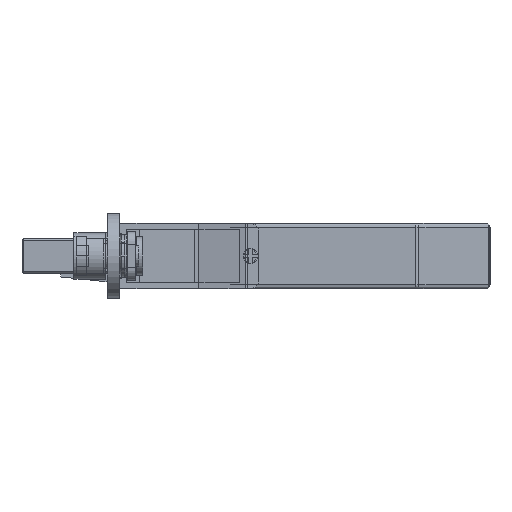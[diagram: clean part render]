
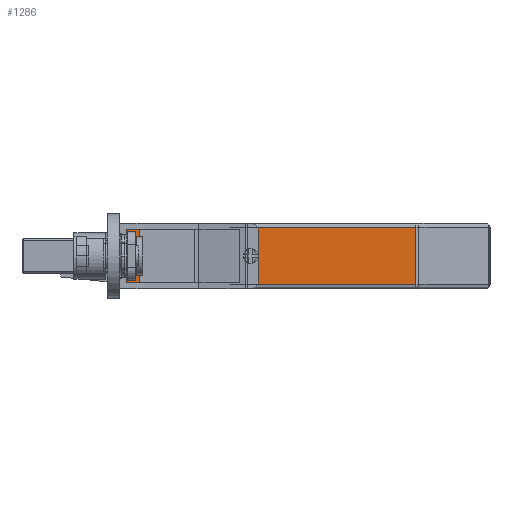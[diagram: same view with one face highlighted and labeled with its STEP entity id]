
A CAD part, front view. The second image highlights one B-rep face of the part: STEP entity #1286.
In plain terms, the highlighted face is planar.
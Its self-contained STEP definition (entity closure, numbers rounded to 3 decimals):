
#155 = EDGE_CURVE ( 'NONE', #10857, #7242, #3944, .T. ) ;
#525 = CARTESIAN_POINT ( 'NONE',  ( 44.75, 145.3, 6. ) ) ;
#692 = CARTESIAN_POINT ( 'NONE',  ( 14., 145.3, -0.75 ) ) ;
#1065 = EDGE_CURVE ( 'NONE', #11403, #6486, #13265, .T. ) ;
#1286 = ADVANCED_FACE ( 'NONE', ( #17164, #15857 ), #11640, .T. ) ;
#1310 = EDGE_CURVE ( 'NONE', #16757, #2070, #12047, .T. ) ;
#1514 = ORIENTED_EDGE ( 'NONE', *, *, #1065, .T. ) ;
#1681 = ORIENTED_EDGE ( 'NONE', *, *, #6575, .T. ) ;
#2070 = VERTEX_POINT ( 'NONE', #10034 ) ;
#2742 = DIRECTION ( 'NONE',  ( 1., 0., 0. ) ) ;
#3274 = DIRECTION ( 'NONE',  ( 0., 1., 0. ) ) ;
#3297 = CARTESIAN_POINT ( 'NONE',  ( 83.586, 145.3, -0.75 ) ) ;
#3835 = CARTESIAN_POINT ( 'NONE',  ( 83.586, 145.3, 12.75 ) ) ;
#3944 = LINE ( 'NONE', #6527, #11271 ) ;
#4098 = EDGE_CURVE ( 'NONE', #6486, #10857, #16415, .T. ) ;
#4263 = CARTESIAN_POINT ( 'NONE',  ( 14., 145.3, -0.75 ) ) ;
#4988 = DIRECTION ( 'NONE',  ( 0., 0., -1. ) ) ;
#5959 = CARTESIAN_POINT ( 'NONE',  ( 14., 145.3, -1.75 ) ) ;
#6128 = VECTOR ( 'NONE', #11188, 1000. ) ;
#6135 = DIRECTION ( 'NONE',  ( 0., -1., 0. ) ) ;
#6473 = DIRECTION ( 'NONE',  ( -1., 0., 0. ) ) ;
#6486 = VERTEX_POINT ( 'NONE', #4263 ) ;
#6527 = CARTESIAN_POINT ( 'NONE',  ( 14., 145.3, 12.75 ) ) ;
#6575 = EDGE_CURVE ( 'NONE', #2070, #16757, #16198, .T. ) ;
#6826 = VECTOR ( 'NONE', #6473, 1000. ) ;
#7010 = ORIENTED_EDGE ( 'NONE', *, *, #4098, .T. ) ;
#7162 = ORIENTED_EDGE ( 'NONE', *, *, #1310, .T. ) ;
#7242 = VERTEX_POINT ( 'NONE', #3835 ) ;
#7594 = DIRECTION ( 'NONE',  ( 0., 0., 1. ) ) ;
#9517 = CARTESIAN_POINT ( 'NONE',  ( 14., 145.3, 12.75 ) ) ;
#9929 = ORIENTED_EDGE ( 'NONE', *, *, #155, .T. ) ;
#10034 = CARTESIAN_POINT ( 'NONE',  ( 44.75, 145.3, 4.25 ) ) ;
#10316 = DIRECTION ( 'NONE',  ( 0., -1., 0. ) ) ;
#10437 = CARTESIAN_POINT ( 'NONE',  ( 83.586, 145.3, -1.75 ) ) ;
#10525 = EDGE_LOOP ( 'NONE', ( #1681, #7162 ) ) ;
#10857 = VERTEX_POINT ( 'NONE', #9517 ) ;
#11188 = DIRECTION ( 'NONE',  ( 0., 0., 1. ) ) ;
#11271 = VECTOR ( 'NONE', #2742, 1000. ) ;
#11403 = VERTEX_POINT ( 'NONE', #3297 ) ;
#11509 = AXIS2_PLACEMENT_3D ( 'NONE', #17494, #10316, #4988 ) ;
#11640 = PLANE ( 'NONE',  #16680 ) ;
#12047 = CIRCLE ( 'NONE', #15269, 1.75 ) ;
#12853 = EDGE_CURVE ( 'NONE', #7242, #11403, #17445, .T. ) ;
#13265 = LINE ( 'NONE', #692, #6826 ) ;
#13929 = ORIENTED_EDGE ( 'NONE', *, *, #12853, .T. ) ;
#15153 = VECTOR ( 'NONE', #16044, 1000. ) ;
#15269 = AXIS2_PLACEMENT_3D ( 'NONE', #525, #6135, #17340 ) ;
#15857 = FACE_OUTER_BOUND ( 'NONE', #18122, .T. ) ;
#16044 = DIRECTION ( 'NONE',  ( 0., 0., -1. ) ) ;
#16198 = CIRCLE ( 'NONE', #11509, 1.75 ) ;
#16415 = LINE ( 'NONE', #17906, #6128 ) ;
#16680 = AXIS2_PLACEMENT_3D ( 'NONE', #5959, #3274, #7594 ) ;
#16757 = VERTEX_POINT ( 'NONE', #17131 ) ;
#17131 = CARTESIAN_POINT ( 'NONE',  ( 44.75, 145.3, 7.75 ) ) ;
#17164 = FACE_BOUND ( 'NONE', #10525, .T. ) ;
#17340 = DIRECTION ( 'NONE',  ( 0., 0., -1. ) ) ;
#17445 = LINE ( 'NONE', #10437, #15153 ) ;
#17494 = CARTESIAN_POINT ( 'NONE',  ( 44.75, 145.3, 6. ) ) ;
#17906 = CARTESIAN_POINT ( 'NONE',  ( 14., 145.3, -1.75 ) ) ;
#18122 = EDGE_LOOP ( 'NONE', ( #7010, #9929, #13929, #1514 ) ) ;
